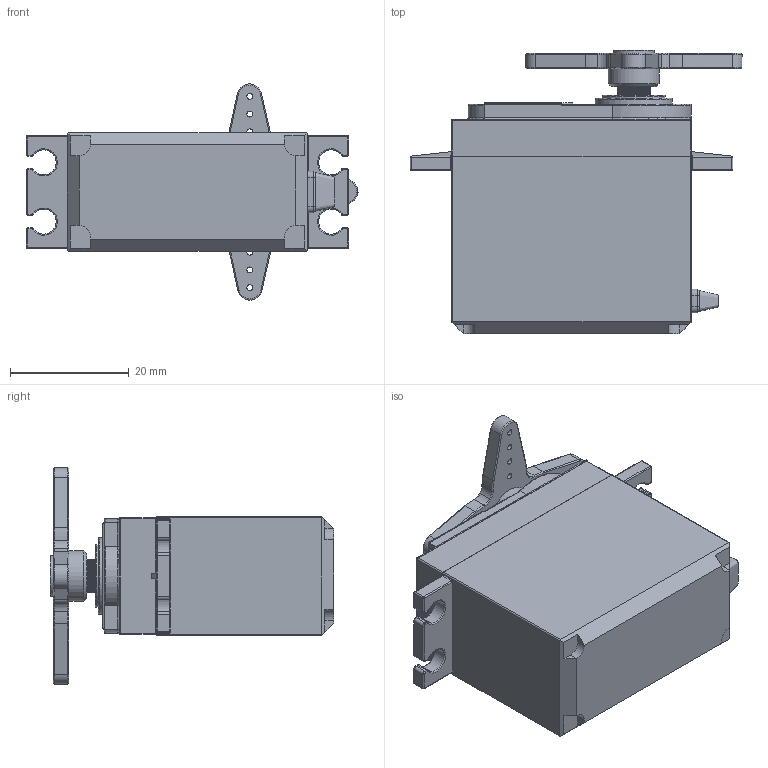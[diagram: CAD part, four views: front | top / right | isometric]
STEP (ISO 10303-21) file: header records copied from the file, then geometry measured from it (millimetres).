
FILE_DESCRIPTION(/* description */ (''),/* implementation_level */ '2;1');
FILE_NAME(/* name */ 'Servo Futaba S3003 v6.step',/* time_stamp */ '2018-05-01T10:24:55+02:00',/* author */ (''),/* organization */ (''),/* preprocessor_version */ 'ST-DEVELOPER v17',/* originating_system */ 'Autodesk Translation Framework v7.1.0.215',/* authorisation */ '');
FILE_SCHEMA (('AUTOMOTIVE_DESIGN { 1 0 10303 214 3 1 1 }'));
Length unit declared in the file: millimetre
Products named in the file (2): Servo Futaba S3003; Aspa-creu-Axix holder
Assembly tree (1 placements, depth 2):
  Servo Futaba S3003
    Aspa-creu-Axix holder
Bounding box: 56.03 x 47.8 x 36.48 mm (x, y, z)
Volume: 32193.2 mm3; surface area: 10198.5 mm2
Topology: 4 solids, 4 shells, 665 faces, 1610 edges, 964 vertices
Faces by surface type: plane 314, cylinder 235, torus 97, bspline 12, sphere 6, cone 1
Full cylindrical faces by diameter (mm): 1 x16, 2.5 x1, 2.7 x1, 5.5 x1, 5.8 x1, 6 x2, 6.8 x1, 8.6 x1, 9 x1, 10.6 x1, 13 x1
Entity records: 20406 total; most frequent: CARTESIAN_POINT 4400, DIRECTION 3547, ORIENTED_EDGE 3216, EDGE_CURVE 1608, AXIS2_PLACEMENT_3D 1327, VERTEX_POINT 964, LINE 893, VECTOR 893
